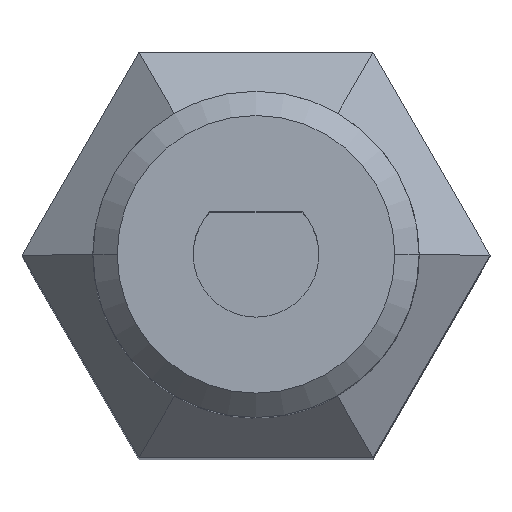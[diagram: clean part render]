
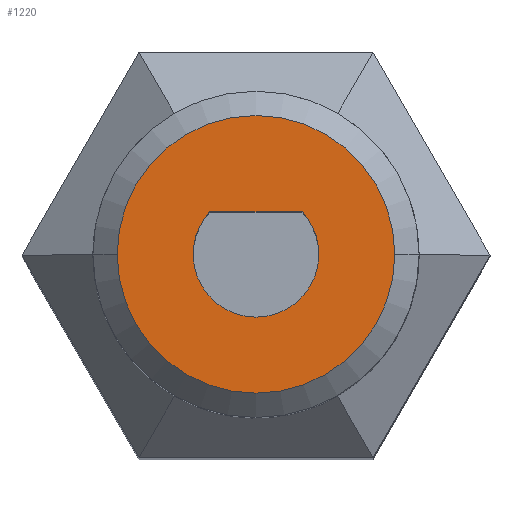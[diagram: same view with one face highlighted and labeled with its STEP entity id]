
A CAD part, top view. The second image highlights one B-rep face of the part: STEP entity #1220.
In plain terms, the highlighted planar face has unit normal (0, 0, 1).
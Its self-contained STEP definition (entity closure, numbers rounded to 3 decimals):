
#46 = EDGE_CURVE ( 'NONE', #1315, #814, #60, .T. ) ;
#60 = CIRCLE ( 'NONE', #929, 1.55 ) ;
#97 = EDGE_CURVE ( 'NONE', #407, #1546, #1234, .T. ) ;
#102 = CARTESIAN_POINT ( 'NONE',  ( 0., 0., 38.5 ) ) ;
#110 = EDGE_LOOP ( 'NONE', ( #693, #439, #613, #354 ) ) ;
#158 = DIRECTION ( 'NONE',  ( 1., 0., 0. ) ) ;
#270 = VERTEX_POINT ( 'NONE', #943 ) ;
#333 = DIRECTION ( 'NONE',  ( 0., 0., 1. ) ) ;
#354 = ORIENTED_EDGE ( 'NONE', *, *, #998, .F. ) ;
#370 = DIRECTION ( 'NONE',  ( 0., 0., 1. ) ) ;
#389 = DIRECTION ( 'NONE',  ( 0., 0., 1. ) ) ;
#396 = CARTESIAN_POINT ( 'NONE',  ( 0., 0., 38.5 ) ) ;
#405 = CIRCLE ( 'NONE', #1109, 3.425 ) ;
#407 = VERTEX_POINT ( 'NONE', #1320 ) ;
#439 = ORIENTED_EDGE ( 'NONE', *, *, #541, .F. ) ;
#467 = ORIENTED_EDGE ( 'NONE', *, *, #97, .T. ) ;
#483 = DIRECTION ( 'NONE',  ( 1., 0., 0. ) ) ;
#524 = AXIS2_PLACEMENT_3D ( 'NONE', #1483, #642, #1253 ) ;
#541 = EDGE_CURVE ( 'NONE', #270, #1315, #1283, .T. ) ;
#545 = AXIS2_PLACEMENT_3D ( 'NONE', #102, #333, #788 ) ;
#613 = ORIENTED_EDGE ( 'NONE', *, *, #1128, .F. ) ;
#642 = DIRECTION ( 'NONE',  ( 0., 0., 1. ) ) ;
#693 = ORIENTED_EDGE ( 'NONE', *, *, #46, .F. ) ;
#754 = CARTESIAN_POINT ( 'NONE',  ( -1.55, 0., 38.5 ) ) ;
#768 = CARTESIAN_POINT ( 'NONE',  ( -1.14, 1.05, 38.5 ) ) ;
#781 = CARTESIAN_POINT ( 'NONE',  ( 1.55, 0., 38.5 ) ) ;
#788 = DIRECTION ( 'NONE',  ( 1., 0., 0. ) ) ;
#814 = VERTEX_POINT ( 'NONE', #754 ) ;
#863 = CARTESIAN_POINT ( 'NONE',  ( 0., 0., 38.5 ) ) ;
#870 = CARTESIAN_POINT ( 'NONE',  ( 0., 0., 38.5 ) ) ;
#929 = AXIS2_PLACEMENT_3D ( 'NONE', #396, #1107, #158 ) ;
#943 = CARTESIAN_POINT ( 'NONE',  ( 1.14, 1.05, 38.5 ) ) ;
#954 = VECTOR ( 'NONE', #1025, 1000. ) ;
#998 = EDGE_CURVE ( 'NONE', #814, #1274, #1454, .T. ) ;
#1008 = FACE_BOUND ( 'NONE', #110, .T. ) ;
#1018 = ORIENTED_EDGE ( 'NONE', *, *, #1112, .T. ) ;
#1025 = DIRECTION ( 'NONE',  ( -1., 0., 0. ) ) ;
#1058 = AXIS2_PLACEMENT_3D ( 'NONE', #1435, #370, #483 ) ;
#1098 = DIRECTION ( 'NONE',  ( 0., 0., 1. ) ) ;
#1103 = CARTESIAN_POINT ( 'NONE',  ( -3.425, 0., 38.5 ) ) ;
#1107 = DIRECTION ( 'NONE',  ( 0., 0., 1. ) ) ;
#1108 = DIRECTION ( 'NONE',  ( 1., 0., 0. ) ) ;
#1109 = AXIS2_PLACEMENT_3D ( 'NONE', #870, #1098, #1108 ) ;
#1112 = EDGE_CURVE ( 'NONE', #1546, #407, #405, .T. ) ;
#1128 = EDGE_CURVE ( 'NONE', #1274, #270, #1305, .T. ) ;
#1220 = ADVANCED_FACE ( 'NONE', ( #1008, #1373 ), #1507, .T. ) ;
#1234 = CIRCLE ( 'NONE', #1425, 3.425 ) ;
#1253 = DIRECTION ( 'NONE',  ( 1., 0., 0. ) ) ;
#1268 = CARTESIAN_POINT ( 'NONE',  ( -1.14, 1.05, 38.5 ) ) ;
#1274 = VERTEX_POINT ( 'NONE', #781 ) ;
#1283 = LINE ( 'NONE', #1268, #954 ) ;
#1305 = CIRCLE ( 'NONE', #1058, 1.55 ) ;
#1315 = VERTEX_POINT ( 'NONE', #768 ) ;
#1320 = CARTESIAN_POINT ( 'NONE',  ( 3.425, 0., 38.5 ) ) ;
#1332 = EDGE_LOOP ( 'NONE', ( #1018, #467 ) ) ;
#1342 = DIRECTION ( 'NONE',  ( 1., 0., 0. ) ) ;
#1373 = FACE_OUTER_BOUND ( 'NONE', #1332, .T. ) ;
#1425 = AXIS2_PLACEMENT_3D ( 'NONE', #863, #389, #1342 ) ;
#1435 = CARTESIAN_POINT ( 'NONE',  ( 0., 0., 38.5 ) ) ;
#1454 = CIRCLE ( 'NONE', #545, 1.55 ) ;
#1483 = CARTESIAN_POINT ( 'NONE',  ( 0., 0., 38.5 ) ) ;
#1507 = PLANE ( 'NONE',  #524 ) ;
#1546 = VERTEX_POINT ( 'NONE', #1103 ) ;
